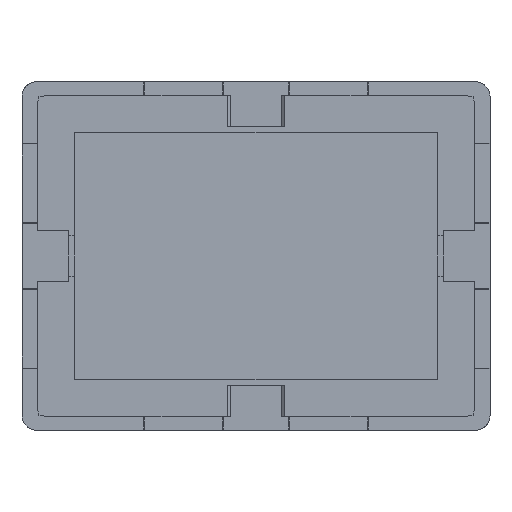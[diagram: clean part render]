
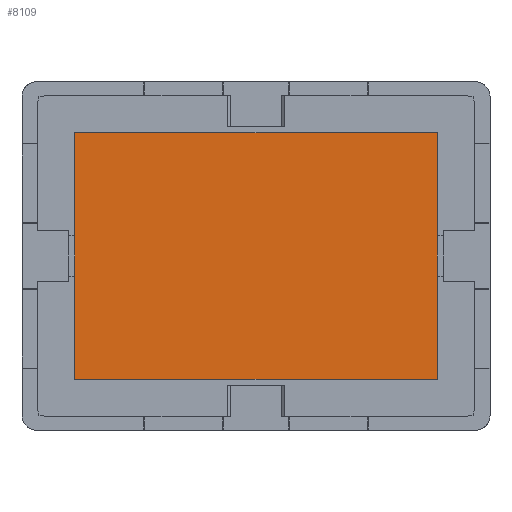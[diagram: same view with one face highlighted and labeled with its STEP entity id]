
A CAD part, front view. The second image highlights one B-rep face of the part: STEP entity #8109.
In plain terms, the highlighted planar face has unit normal (0, -1, 0).
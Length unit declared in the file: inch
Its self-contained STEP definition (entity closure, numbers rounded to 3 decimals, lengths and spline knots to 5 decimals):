
#2917=DIRECTION('',(0.,0.,-1.));
#2918=VECTOR('',#2917,34.021);
#2919=CARTESIAN_POINT('',(-25.0105,4.561,17.0105));
#2920=LINE('',#2919,#2918);
#2921=DIRECTION('',(-1.,0.,0.));
#2922=VECTOR('',#2921,50.021);
#2923=CARTESIAN_POINT('',(25.0105,4.561,17.0105));
#2924=LINE('',#2923,#2922);
#2925=DIRECTION('',(0.,0.,1.));
#2926=VECTOR('',#2925,34.021);
#2927=CARTESIAN_POINT('',(25.0105,4.561,-17.0105));
#2928=LINE('',#2927,#2926);
#2929=DIRECTION('',(1.,0.,0.));
#2930=VECTOR('',#2929,50.021);
#2931=CARTESIAN_POINT('',(-25.0105,4.561,-17.0105));
#2932=LINE('',#2931,#2930);
#3237=CARTESIAN_POINT('',(-25.0105,4.561,17.0105));
#3238=CARTESIAN_POINT('',(-25.0105,4.561,-17.0105));
#3239=VERTEX_POINT('',#3237);
#3240=VERTEX_POINT('',#3238);
#3241=CARTESIAN_POINT('',(25.0105,4.561,-17.0105));
#3242=VERTEX_POINT('',#3241);
#3243=CARTESIAN_POINT('',(25.0105,4.561,17.0105));
#3244=VERTEX_POINT('',#3243);
#8098=CARTESIAN_POINT('',(0.,4.561,0.));
#8099=DIRECTION('',(0.,-1.,0.));
#8100=DIRECTION('',(1.,0.,0.));
#8101=AXIS2_PLACEMENT_3D('',#8098,#8099,#8100);
#8102=PLANE('',#8101);
#8103=ORIENTED_EDGE('',*,*,#4994,.F.);
#8104=ORIENTED_EDGE('',*,*,#4841,.F.);
#8105=ORIENTED_EDGE('',*,*,#7913,.F.);
#8106=ORIENTED_EDGE('',*,*,#8077,.F.);
#8107=EDGE_LOOP('',(#8103,#8104,#8105,#8106));
#8108=FACE_OUTER_BOUND('',#8107,.F.);
#8109=ADVANCED_FACE('',(#8108),#8102,.T.);
#4841=EDGE_CURVE('',#3244,#3239,#2924,.T.);
#4994=EDGE_CURVE('',#3239,#3240,#2920,.T.);
#7913=EDGE_CURVE('',#3242,#3244,#2928,.T.);
#8077=EDGE_CURVE('',#3240,#3242,#2932,.T.);
